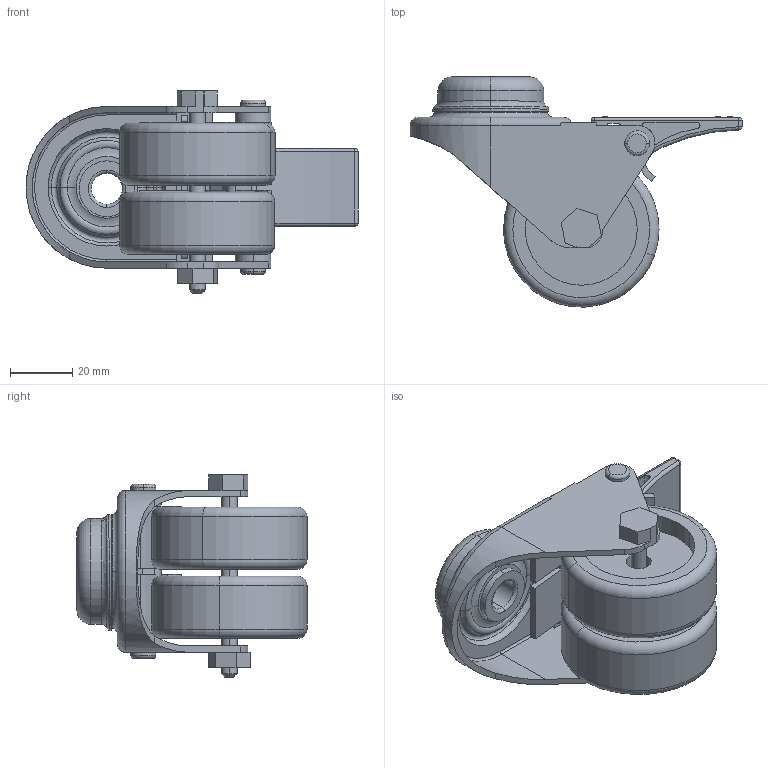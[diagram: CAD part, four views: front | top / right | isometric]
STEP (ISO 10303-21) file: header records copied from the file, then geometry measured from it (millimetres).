
FILE_DESCRIPTION (( 'STEP AP203' ), '1' );
FILE_NAME ('S2722B.STEP', '2020-02-21T04:17:26', ( '' ), ( '' ), 'SwSTEP 2.0', 'SolidWorks 2013', '' );
FILE_SCHEMA (( 'CONFIG_CONTROL_DESIGN' ));
Length unit declared in the file: millimetre
Products named in the file (1): S2722B
Bounding box: 106.74 x 74 x 65 mm (x, y, z)
Volume: 87191.9 mm3; surface area: 45723.5 mm2
Topology: 4 solids, 6 shells, 300 faces, 749 edges, 468 vertices
Faces by surface type: cylinder 120, plane 94, torus 56, bspline 20, sphere 6, cone 4
Entity records: 10333 total; most frequent: CARTESIAN_POINT 3032, DIRECTION 1578, ORIENTED_EDGE 1490, EDGE_CURVE 745, AXIS2_PLACEMENT_3D 626, VERTEX_POINT 468, CIRCLE 345, EDGE_LOOP 331
